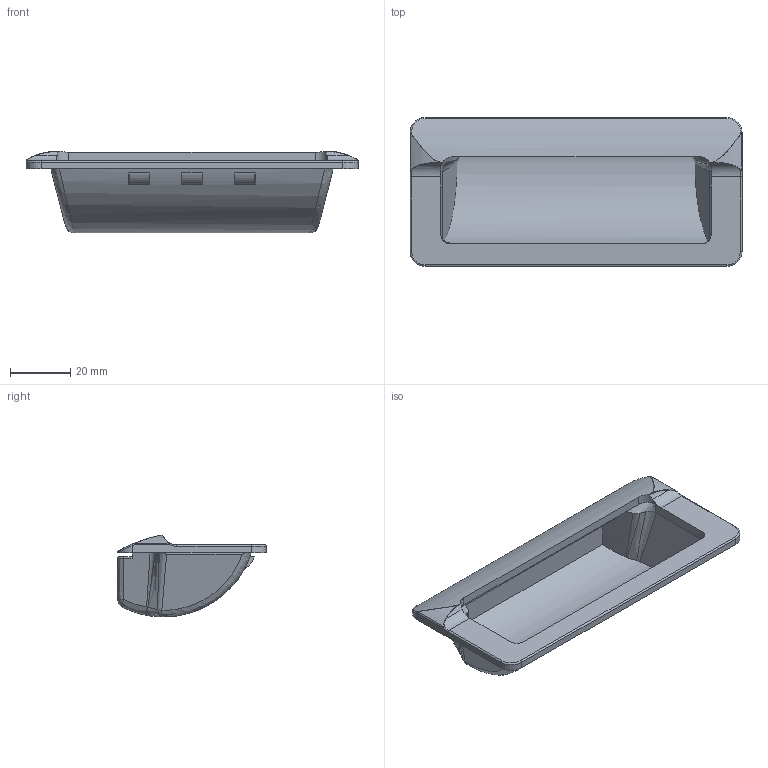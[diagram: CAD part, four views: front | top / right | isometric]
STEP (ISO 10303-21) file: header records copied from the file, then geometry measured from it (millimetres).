
FILE_DESCRIPTION(/* description */ (''),/* implementation_level */ '2;1');
FILE_NAME(/* name */ 'A-MP196.stp',/* time_stamp */ '2025-07-21T17:38:10+09:00',/* author */ ('user'),/* organization */ (''),/* preprocessor_version */ 'ST-DEVELOPER v15.6',/* originating_system */ 'Autodesk Inventor 2015',/* authorisation */ '');
FILE_SCHEMA (('AUTOMOTIVE_DESIGN { 1 0 10303 214 3 1 1 }'));
Length unit declared in the file: millimetre
Products named in the file (1): A-MP196
Bounding box: 110.5 x 49.5 x 27.27 mm (x, y, z)
Volume: 25630.8 mm3; surface area: 20982.9 mm2
Topology: 1 solids, 1 shells, 143 faces, 348 edges, 207 vertices
Faces by surface type: bspline 50, plane 36, cylinder 35, torus 12, sphere 10
Entity records: 5527 total; most frequent: CARTESIAN_POINT 2540, ORIENTED_EDGE 688, DIRECTION 498, EDGE_CURVE 344, VERTEX_POINT 207, AXIS2_PLACEMENT_3D 200, EDGE_LOOP 147, FACE_OUTER_BOUND 143
